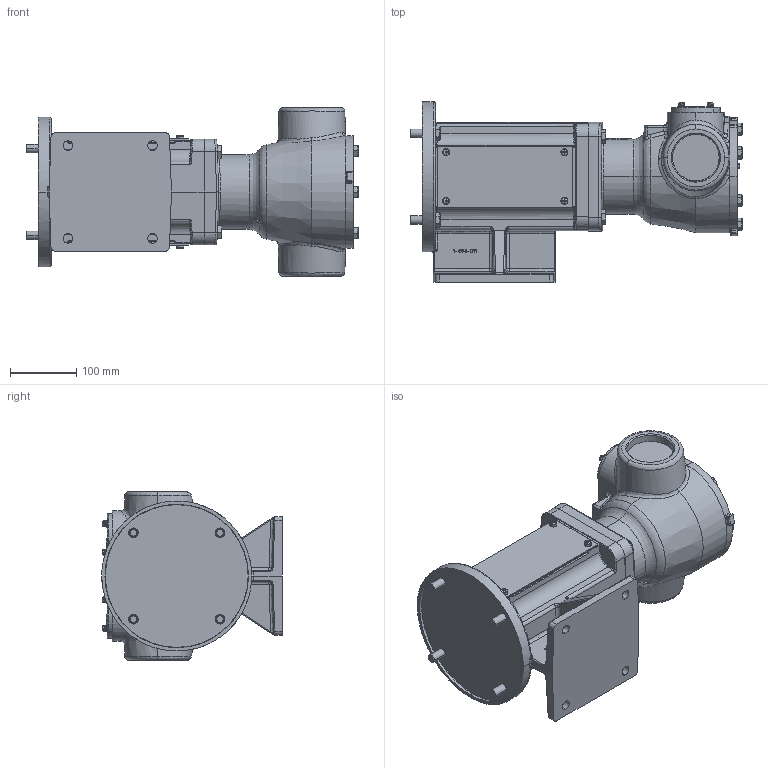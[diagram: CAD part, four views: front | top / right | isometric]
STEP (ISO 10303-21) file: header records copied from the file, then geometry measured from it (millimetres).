
FILE_DESCRIPTION (( 'STEP AP214' ), '1' );
FILE_NAME ('AS495-M_(182-184TC, 231-215TC).STEP', '2017-02-24T21:52:26', ( '' ), ( '' ), 'SwSTEP 2.0', 'SolidWorks 2016', '' );
FILE_SCHEMA (( 'AUTOMOTIVE_DESIGN' ));
Length unit declared in the file: inch
Products named in the file (2): AS495-M_(182-184TC, 231-215TC)
Bounding box: 499.39 x 271.53 x 254 mm (x, y, z)
Volume: 11537878.7 mm3; surface area: 556898.3 mm2
Topology: 1 solids, 2 shells, 2028 faces, 5293 edges, 3386 vertices
Faces by surface type: plane 984, bspline 459, cylinder 307, cone 156, torus 82, sphere 40
Entity records: 141643 total; most frequent: CARTESIAN_POINT 75086, ORIENTED_EDGE 10570, DIRECTION 7598, EDGE_CURVE 5285, VERTEX_POINT 3386, AXIS2_PLACEMENT_3D 2633, VECTOR 2332, LINE 2332
